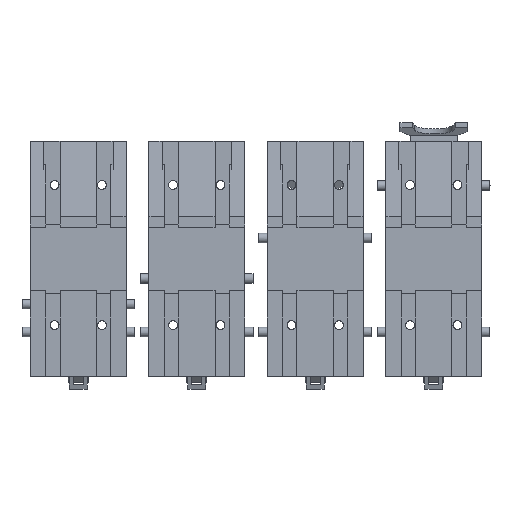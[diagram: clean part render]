
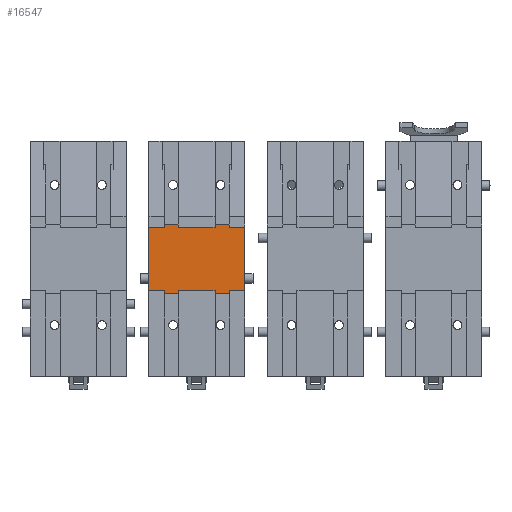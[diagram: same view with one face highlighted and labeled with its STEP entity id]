
A CAD part, front view. The second image highlights one B-rep face of the part: STEP entity #16547.
In plain terms, the highlighted free-form (B-spline) face has degree [1, 1] with [2, 2] control points.
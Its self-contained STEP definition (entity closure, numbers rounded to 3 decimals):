
#16493=CARTESIAN_POINT('V683',(-5.8,3.75,
   -17.6));
#16494=VERTEX_POINT('V683',#16493);
#16500=CARTESIAN_POINT('V656',(-54.2,3.75,
   -17.6));
#16501=VERTEX_POINT('V656',#16500);
#16502=CARTESIAN_POINT('E1464',(-54.2,
   3.75,-17.6));
#16503=CARTESIAN_POINT('E1464',(-5.8,3.75,
   -17.6));
#16504=B_SPLINE_CURVE_WITH_KNOTS('E1464',1,(#16502,#16503),
   .POLYLINE_FORM.,.F.,.U.,(2,2),(0.0,1.375),
   .UNSPECIFIED.);
#16505=EDGE_CURVE('E1464',#16501,#16494,#16504,.T.);
#16520=CARTESIAN_POINT('F495',(-54.2,3.75,
   17.6));
#16521=CARTESIAN_POINT('F495',(-54.2,3.75,
   -17.6));
#16522=CARTESIAN_POINT('F495',(-5.8,3.75,
   17.6));
#16523=CARTESIAN_POINT('F495',(-5.8,3.75,
   -17.6));
#16524=B_SPLINE_SURFACE_WITH_KNOTS('F495',1,1,((#16520,#16522),(
   #16521,#16523)),.PLANE_SURF.,.F.,.F.,.U.,(2,2),(2,2),(0.0,1.0),
   (0.0,1.375),.UNSPECIFIED.);
#16525=CARTESIAN_POINT('V657',(-54.2,3.75,
   17.6));
#16526=VERTEX_POINT('V657',#16525);
#16527=CARTESIAN_POINT('E977',(-54.2,3.75,
   17.6));
#16528=CARTESIAN_POINT('E977',(-54.2,3.75,
   -17.6));
#16529=QUASI_UNIFORM_CURVE('E977',1,(#16527,#16528),.POLYLINE_FORM.,
   .F.,.U.);
#16530=EDGE_CURVE('E977',#16526,#16501,#16529,.T.);
#16531=ORIENTED_EDGE('E977',*,*,#16530,.T.);
#16532=ORIENTED_EDGE('E1464',*,*,#16505,.T.);
#16533=CARTESIAN_POINT('V682',(-5.8,3.75,
   17.6));
#16534=VERTEX_POINT('V682',#16533);
#16535=CARTESIAN_POINT('E1003',(-5.8,3.75,
   -17.6));
#16536=CARTESIAN_POINT('E1003',(-5.8,3.75,
   17.6));
#16537=QUASI_UNIFORM_CURVE('E1003',1,(#16535,#16536),.POLYLINE_FORM.,
   .F.,.U.);
#16538=EDGE_CURVE('E1003',#16494,#16534,#16537,.T.);
#16539=ORIENTED_EDGE('E1003',*,*,#16538,.T.);
#16540=CARTESIAN_POINT('E1465',(-54.2,
   3.75,17.6));
#16541=CARTESIAN_POINT('E1465',(-5.8,3.75,
   17.6));
#16542=B_SPLINE_CURVE_WITH_KNOTS('E1465',1,(#16540,#16541),
   .POLYLINE_FORM.,.F.,.U.,(2,2),(0.0,32.267),
   .UNSPECIFIED.);
#16543=EDGE_CURVE('E1465',#16526,#16534,#16542,.T.);
#16544=ORIENTED_EDGE('E1465',*,*,#16543,.F.);
#16545=EDGE_LOOP('F495',(#16531,#16532,#16539,#16544));
#16546=FACE_OUTER_BOUND('F495',#16545,.T.);
#16547=ADVANCED_FACE('F495',(#16546),#16524,.T.);
